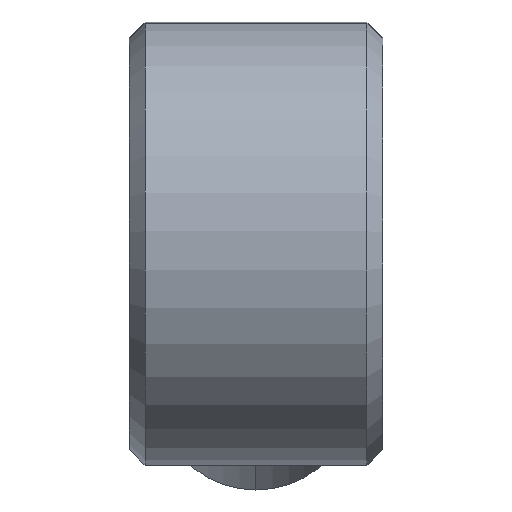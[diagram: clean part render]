
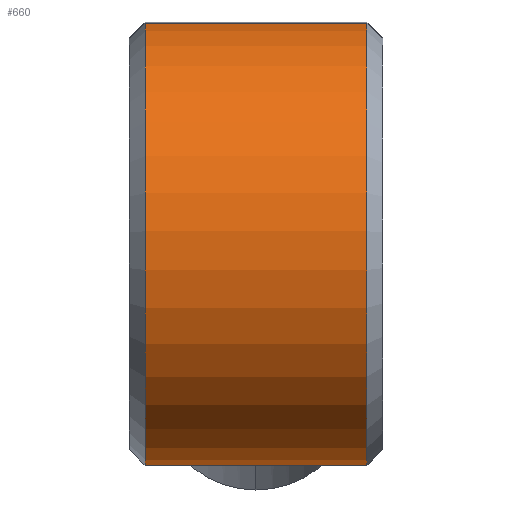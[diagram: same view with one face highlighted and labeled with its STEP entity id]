
A CAD part, front view. The second image highlights one B-rep face of the part: STEP entity #660.
In plain terms, the highlighted cylindrical face has radius 44.45 mm (diameter 88.9 mm), a partial arc.
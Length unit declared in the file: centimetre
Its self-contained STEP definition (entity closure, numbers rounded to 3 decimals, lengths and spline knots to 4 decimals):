
#41 = LINE ( 'NONE', #1016, #831 ) ;
#79 = ORIENTED_EDGE ( 'NONE', *, *, #325, .T. ) ;
#95 = DIRECTION ( 'NONE',  ( 0., 0., -1. ) ) ;
#169 = CYLINDRICAL_SURFACE ( 'NONE', #878, 4.445 ) ;
#199 = VERTEX_POINT ( 'NONE', #974 ) ;
#239 = CARTESIAN_POINT ( 'NONE',  ( -14.605, 91.8553, 47.2269 ) ) ;
#325 = EDGE_CURVE ( 'NONE', #988, #608, #771, .T. ) ;
#363 = CARTESIAN_POINT ( 'NONE',  ( -14.605, 91.8553, 42.7819 ) ) ;
#421 = CARTESIAN_POINT ( 'NONE',  ( -14.2875, 91.8553, 38.3369 ) ) ;
#426 = ORIENTED_EDGE ( 'NONE', *, *, #830, .T. ) ;
#484 = ORIENTED_EDGE ( 'NONE', *, *, #611, .T. ) ;
#517 = VECTOR ( 'NONE', #566, 100. ) ;
#554 = CARTESIAN_POINT ( 'NONE',  ( -14.2875, 91.8553, 42.7819 ) ) ;
#566 = DIRECTION ( 'NONE',  ( -1., 0., 0. ) ) ;
#608 = VERTEX_POINT ( 'NONE', #1044 ) ;
#611 = EDGE_CURVE ( 'NONE', #608, #199, #907, .T. ) ;
#657 = CARTESIAN_POINT ( 'NONE',  ( -19.05, 91.8553, 47.2269 ) ) ;
#660 = ADVANCED_FACE ( 'NONE', ( #683 ), #169, .T. ) ;
#683 = FACE_OUTER_BOUND ( 'NONE', #1419, .T. ) ;
#750 = CIRCLE ( 'NONE', #1080, 4.445 ) ;
#771 = CIRCLE ( 'NONE', #978, 4.445 ) ;
#824 = CARTESIAN_POINT ( 'NONE',  ( -19.05, 91.8553, 42.7819 ) ) ;
#830 = EDGE_CURVE ( 'NONE', #199, #1556, #750, .T. ) ;
#831 = VECTOR ( 'NONE', #1255, 100. ) ;
#841 = DIRECTION ( 'NONE',  ( 1., 0., 0. ) ) ;
#878 = AXIS2_PLACEMENT_3D ( 'NONE', #554, #1290, #1063 ) ;
#907 = LINE ( 'NONE', #421, #517 ) ;
#974 = CARTESIAN_POINT ( 'NONE',  ( -19.05, 91.8553, 38.3369 ) ) ;
#978 = AXIS2_PLACEMENT_3D ( 'NONE', #363, #1332, #1539 ) ;
#988 = VERTEX_POINT ( 'NONE', #239 ) ;
#1016 = CARTESIAN_POINT ( 'NONE',  ( -14.2875, 91.8553, 47.2269 ) ) ;
#1044 = CARTESIAN_POINT ( 'NONE',  ( -14.605, 91.8553, 38.3369 ) ) ;
#1063 = DIRECTION ( 'NONE',  ( 0., 0., 1. ) ) ;
#1080 = AXIS2_PLACEMENT_3D ( 'NONE', #824, #841, #95 ) ;
#1160 = EDGE_CURVE ( 'NONE', #988, #1556, #41, .T. ) ;
#1205 = ORIENTED_EDGE ( 'NONE', *, *, #1160, .F. ) ;
#1255 = DIRECTION ( 'NONE',  ( -1., 0., 0. ) ) ;
#1290 = DIRECTION ( 'NONE',  ( -1., 0., 0. ) ) ;
#1332 = DIRECTION ( 'NONE',  ( -1., 0., 0. ) ) ;
#1419 = EDGE_LOOP ( 'NONE', ( #79, #484, #426, #1205 ) ) ;
#1539 = DIRECTION ( 'NONE',  ( 0., 0., -1. ) ) ;
#1556 = VERTEX_POINT ( 'NONE', #657 ) ;
